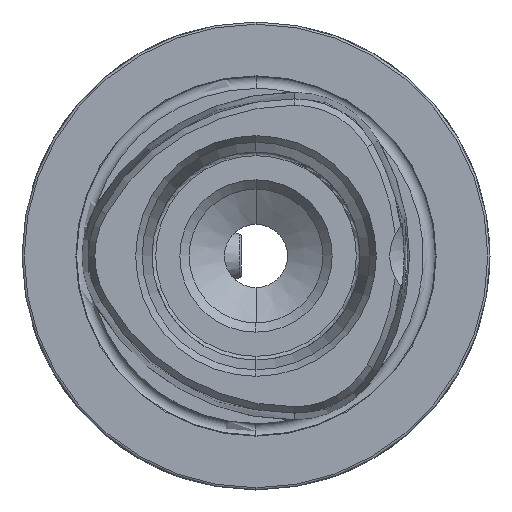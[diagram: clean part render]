
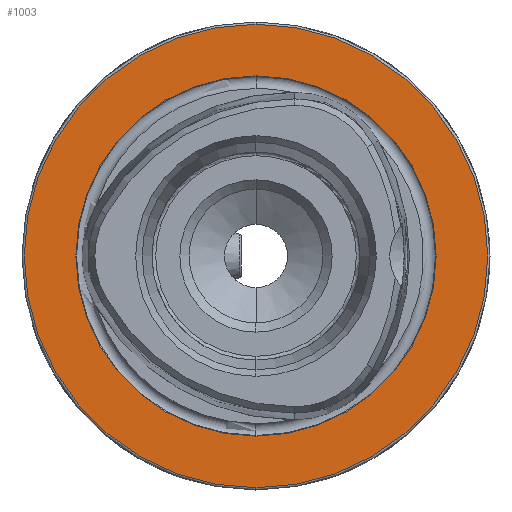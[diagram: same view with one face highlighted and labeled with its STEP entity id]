
A CAD part, left-side view. The second image highlights one B-rep face of the part: STEP entity #1003.
In plain terms, the highlighted planar face has unit normal (-1, 0, 0).
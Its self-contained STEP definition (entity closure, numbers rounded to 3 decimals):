
#38 = ORIENTED_EDGE ( 'NONE', *, *, #1931, .T. ) ;
#579 = EDGE_CURVE ( 'NONE', #3502, #5131, #4045, .T. ) ;
#906 = CIRCLE ( 'NONE', #3368, 24.25 ) ;
#942 = FACE_OUTER_BOUND ( 'NONE', #2844, .T. ) ;
#943 = CIRCLE ( 'NONE', #2561, 31.2 ) ;
#991 = CARTESIAN_POINT ( 'NONE',  ( 0., 0., -24.25 ) ) ;
#1003 = ADVANCED_FACE ( 'NONE', ( #4559, #942 ), #2992, .F. ) ;
#1029 = DIRECTION ( 'NONE',  ( -1., 0., 0. ) ) ;
#1253 = EDGE_CURVE ( 'NONE', #5131, #3502, #906, .T. ) ;
#1541 = DIRECTION ( 'NONE',  ( 0., 0., 1. ) ) ;
#1730 = AXIS2_PLACEMENT_3D ( 'NONE', #3745, #2144, #3338 ) ;
#1875 = EDGE_LOOP ( 'NONE', ( #3191, #2336 ) ) ;
#1890 = AXIS2_PLACEMENT_3D ( 'NONE', #3118, #2429, #4709 ) ;
#1931 = EDGE_CURVE ( 'NONE', #3160, #3697, #2580, .T. ) ;
#1992 = AXIS2_PLACEMENT_3D ( 'NONE', #3395, #2550, #4642 ) ;
#2144 = DIRECTION ( 'NONE',  ( 1., 0., 0. ) ) ;
#2336 = ORIENTED_EDGE ( 'NONE', *, *, #579, .F. ) ;
#2429 = DIRECTION ( 'NONE',  ( -1., 0., 0. ) ) ;
#2550 = DIRECTION ( 'NONE',  ( -1., 0., 0. ) ) ;
#2561 = AXIS2_PLACEMENT_3D ( 'NONE', #3420, #1029, #5155 ) ;
#2580 = CIRCLE ( 'NONE', #1890, 31.2 ) ;
#2592 = ORIENTED_EDGE ( 'NONE', *, *, #4151, .T. ) ;
#2795 = CARTESIAN_POINT ( 'NONE',  ( 0., 0., 24.25 ) ) ;
#2844 = EDGE_LOOP ( 'NONE', ( #38, #2592 ) ) ;
#2992 = PLANE ( 'NONE',  #1730 ) ;
#3118 = CARTESIAN_POINT ( 'NONE',  ( 0., 0., 0. ) ) ;
#3160 = VERTEX_POINT ( 'NONE', #4273 ) ;
#3191 = ORIENTED_EDGE ( 'NONE', *, *, #1253, .F. ) ;
#3338 = DIRECTION ( 'NONE',  ( 0., 0., -1. ) ) ;
#3368 = AXIS2_PLACEMENT_3D ( 'NONE', #4819, #5228, #1541 ) ;
#3395 = CARTESIAN_POINT ( 'NONE',  ( 0., 0., 0. ) ) ;
#3420 = CARTESIAN_POINT ( 'NONE',  ( 0., 0., 0. ) ) ;
#3502 = VERTEX_POINT ( 'NONE', #991 ) ;
#3697 = VERTEX_POINT ( 'NONE', #4085 ) ;
#3745 = CARTESIAN_POINT ( 'NONE',  ( 0., 24.25, 0. ) ) ;
#4045 = CIRCLE ( 'NONE', #1992, 24.25 ) ;
#4085 = CARTESIAN_POINT ( 'NONE',  ( 0., 0., -31.2 ) ) ;
#4151 = EDGE_CURVE ( 'NONE', #3697, #3160, #943, .T. ) ;
#4273 = CARTESIAN_POINT ( 'NONE',  ( 0., 0., 31.2 ) ) ;
#4559 = FACE_BOUND ( 'NONE', #1875, .T. ) ;
#4642 = DIRECTION ( 'NONE',  ( 0., 0., 1. ) ) ;
#4709 = DIRECTION ( 'NONE',  ( 0., 0., 1. ) ) ;
#4819 = CARTESIAN_POINT ( 'NONE',  ( 0., 0., 0. ) ) ;
#5131 = VERTEX_POINT ( 'NONE', #2795 ) ;
#5155 = DIRECTION ( 'NONE',  ( 0., 0., 1. ) ) ;
#5228 = DIRECTION ( 'NONE',  ( -1., 0., 0. ) ) ;
